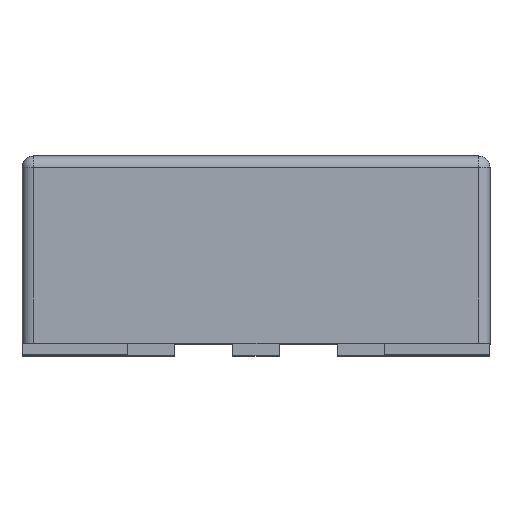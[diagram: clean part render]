
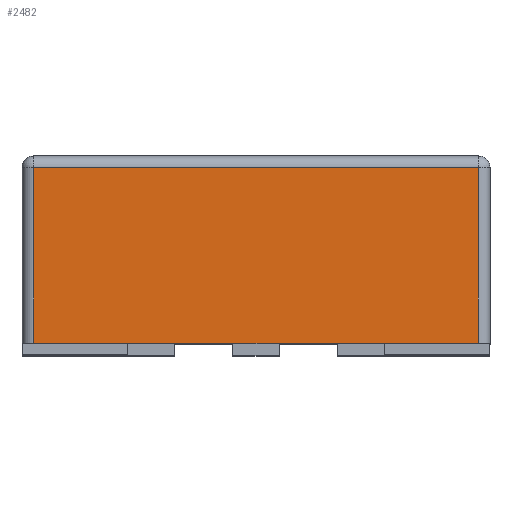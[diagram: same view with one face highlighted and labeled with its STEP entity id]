
A CAD part, top view. The second image highlights one B-rep face of the part: STEP entity #2482.
In plain terms, the highlighted planar face has unit normal (0, 0, 1).
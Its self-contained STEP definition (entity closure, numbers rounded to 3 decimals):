
#35=PLANE('',#2668);
#168=LINE('',#3492,#504);
#171=LINE('',#3517,#507);
#174=LINE('',#3521,#510);
#185=LINE('',#3549,#521);
#504=VECTOR('',#2822,10.);
#507=VECTOR('',#2849,10.);
#510=VECTOR('',#2854,10.);
#521=VECTOR('',#2885,10.);
#861=FACE_OUTER_BOUND('',#1007,.T.);
#1007=EDGE_LOOP('',(#1798,#1799,#1800,#1801));
#1162=VERTEX_POINT('',#3481);
#1165=VERTEX_POINT('',#3488);
#1174=VERTEX_POINT('',#3510);
#1176=VERTEX_POINT('',#3515);
#1400=EDGE_CURVE('',#1162,#1165,#168,.T.);
#1411=EDGE_CURVE('',#1176,#1174,#171,.T.);
#1414=EDGE_CURVE('',#1174,#1162,#174,.T.);
#1429=EDGE_CURVE('',#1176,#1165,#185,.T.);
#1798=ORIENTED_EDGE('',*,*,#1400,.F.);
#1799=ORIENTED_EDGE('',*,*,#1414,.F.);
#1800=ORIENTED_EDGE('',*,*,#1411,.F.);
#1801=ORIENTED_EDGE('',*,*,#1429,.T.);
#2482=ADVANCED_FACE('',(#861),#35,.T.);
#2668=AXIS2_PLACEMENT_3D('',#3548,#2883,#2884);
#2822=DIRECTION('',(0.,-1.,0.));
#2849=DIRECTION('',(0.,1.,0.));
#2854=DIRECTION('',(1.,0.,0.));
#2883=DIRECTION('center_axis',(0.,0.,1.));
#2884=DIRECTION('ref_axis',(1.,0.,0.));
#2885=DIRECTION('',(1.,0.,0.));
#3481=CARTESIAN_POINT('',(0.95,0.8,1.5));
#3488=CARTESIAN_POINT('',(0.95,0.05,1.5));
#3492=CARTESIAN_POINT('',(0.95,0.,1.5));
#3510=CARTESIAN_POINT('',(-0.95,0.8,1.5));
#3515=CARTESIAN_POINT('',(-0.95,0.05,1.5));
#3517=CARTESIAN_POINT('',(-0.95,0.,1.5));
#3521=CARTESIAN_POINT('',(-0.5,0.8,1.5));
#3548=CARTESIAN_POINT('Origin',(-1.,0.,1.5));
#3549=CARTESIAN_POINT('',(-0.5,0.05,1.5));
